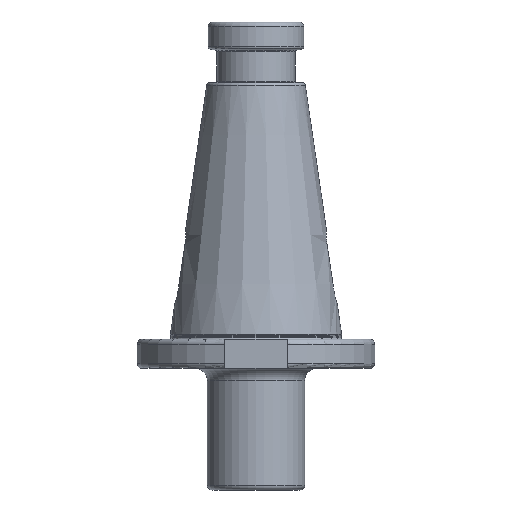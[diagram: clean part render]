
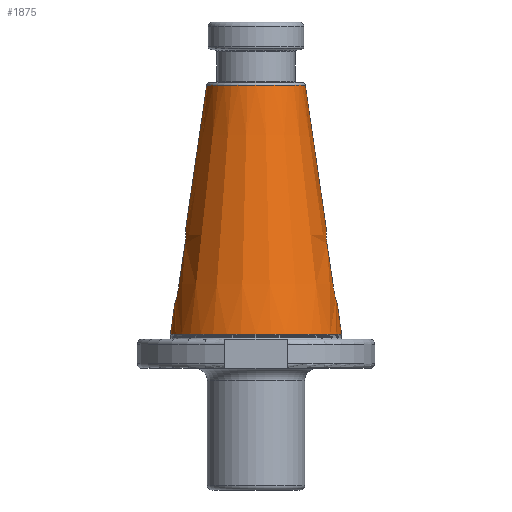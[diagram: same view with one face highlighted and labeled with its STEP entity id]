
A CAD part, left-side view. The second image highlights one B-rep face of the part: STEP entity #1875.
In plain terms, the highlighted conical face has half-angle 8.297 degrees and reference radius 27.65 mm.
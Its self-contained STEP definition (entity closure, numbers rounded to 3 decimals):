
#338=CARTESIAN_POINT('',(0,0,116.173));
#339=DIRECTION('',(0,0,1));
#340=DIRECTION('',(0,1,0));
#341=AXIS2_PLACEMENT_3D('',#338,#339,#340);
#343=CARTESIAN_POINT('',(-5.95,-29.065,51.25));
#344=CARTESIAN_POINT('',(-5.95,-29.022,51.535));
#345=CARTESIAN_POINT('',(-5.909,-28.946,52.105));
#346=CARTESIAN_POINT('',(-5.726,-28.859,52.938));
#347=CARTESIAN_POINT('',(-5.43,-28.799,53.731));
#348=CARTESIAN_POINT('',(-5.023,-28.763,54.477));
#349=CARTESIAN_POINT('',(-4.52,-28.748,55.15));
#350=CARTESIAN_POINT('',(-3.92,-28.747,55.752));
#351=CARTESIAN_POINT('',(-3.246,-28.757,56.26));
#352=CARTESIAN_POINT('',(-2.496,-28.772,56.674));
#353=CARTESIAN_POINT('',(-1.699,-28.787,56.974));
#354=CARTESIAN_POINT('',(-0.858,-28.797,
57.159));
#355=CARTESIAN_POINT('',(-0.286,-28.8,57.2));
#356=CARTESIAN_POINT('',(0.,-28.8,57.2));
#358=CARTESIAN_POINT('',(-5.95,-31.903,32.15));
#359=CARTESIAN_POINT('',(-5.95,-31.578,34.339));
#360=CARTESIAN_POINT('',(-5.95,-30.935,38.673));
#361=CARTESIAN_POINT('',(-5.95,-29.989,45.038));
#362=CARTESIAN_POINT('',(-5.95,-29.371,49.194));
#363=CARTESIAN_POINT('',(-5.95,-29.065,51.25));
#365=CARTESIAN_POINT('',(0.,-33.321,26.2));
#366=CARTESIAN_POINT('',(-0.275,-33.321,26.2));
#367=CARTESIAN_POINT('',(-0.827,-33.308,
26.238));
#368=CARTESIAN_POINT('',(-1.648,-33.252,26.413));
#369=CARTESIAN_POINT('',(-2.434,-33.162,26.699));
#370=CARTESIAN_POINT('',(-3.184,-33.039,27.1));
#371=CARTESIAN_POINT('',(-3.869,-32.892,27.603));
#372=CARTESIAN_POINT('',(-4.486,-32.723,28.21));
#373=CARTESIAN_POINT('',(-5.007,-32.546,28.897));
#374=CARTESIAN_POINT('',(-5.426,-32.366,29.658));
#375=CARTESIAN_POINT('',(-5.728,-32.194,30.465));
#376=CARTESIAN_POINT('',(-5.911,-32.036,31.306));
#377=CARTESIAN_POINT('',(-5.95,-31.945,31.87));
#378=CARTESIAN_POINT('',(-5.95,-31.903,32.15));
#380=DIRECTION('',(0,0.144,0.99));
#381=VECTOR('',#380,12.329);
#382=CARTESIAN_POINT('',(0,-35.1,14));
#383=LINE('',#382,#381);
#384=CARTESIAN_POINT('',(0,0,14));
#385=DIRECTION('',(0,0,1));
#386=DIRECTION('',(0,1,0));
#387=AXIS2_PLACEMENT_3D('',#384,#385,#386);
#389=DIRECTION('',(0,-0.144,0.99));
#390=VECTOR('',#389,12.329);
#391=CARTESIAN_POINT('',(0,35.1,14));
#392=LINE('',#391,#390);
#393=CARTESIAN_POINT('',(0.,33.321,26.2));
#394=CARTESIAN_POINT('',(-0.275,33.321,26.2));
#395=CARTESIAN_POINT('',(-0.827,33.308,26.238));
#396=CARTESIAN_POINT('',(-1.649,33.252,26.413));
#397=CARTESIAN_POINT('',(-2.435,33.162,26.699));
#398=CARTESIAN_POINT('',(-3.185,33.039,27.1));
#399=CARTESIAN_POINT('',(-3.87,32.891,27.604));
#400=CARTESIAN_POINT('',(-4.488,32.723,28.211));
#401=CARTESIAN_POINT('',(-5.008,32.545,28.899));
#402=CARTESIAN_POINT('',(-5.427,32.365,29.661));
#403=CARTESIAN_POINT('',(-5.729,32.193,30.468));
#404=CARTESIAN_POINT('',(-5.911,32.035,31.309));
#405=CARTESIAN_POINT('',(-5.95,31.944,31.871));
#406=CARTESIAN_POINT('',(-5.95,31.903,32.15));
#408=CARTESIAN_POINT('',(-5.95,29.065,51.25));
#409=CARTESIAN_POINT('',(-5.95,29.371,49.194));
#410=CARTESIAN_POINT('',(-5.95,29.989,45.038));
#411=CARTESIAN_POINT('',(-5.95,30.935,38.673));
#412=CARTESIAN_POINT('',(-5.95,31.578,34.339));
#413=CARTESIAN_POINT('',(-5.95,31.903,32.15));
#415=CARTESIAN_POINT('',(-5.95,29.065,51.25));
#416=CARTESIAN_POINT('',(-5.95,29.023,51.535));
#417=CARTESIAN_POINT('',(-5.909,28.946,52.104));
#418=CARTESIAN_POINT('',(-5.727,28.859,52.935));
#419=CARTESIAN_POINT('',(-5.433,28.799,53.726));
#420=CARTESIAN_POINT('',(-5.027,28.763,54.47));
#421=CARTESIAN_POINT('',(-4.526,28.748,55.143));
#422=CARTESIAN_POINT('',(-3.928,28.747,55.746));
#423=CARTESIAN_POINT('',(-3.255,28.757,56.255));
#424=CARTESIAN_POINT('',(-2.504,28.772,56.67));
#425=CARTESIAN_POINT('',(-1.704,28.787,56.972));
#426=CARTESIAN_POINT('',(-0.861,28.797,57.158));
#427=CARTESIAN_POINT('',(-0.287,28.8,57.2));
#428=CARTESIAN_POINT('',(0.,28.8,57.2));
#430=DIRECTION('',(0,-0.144,0.99));
#431=VECTOR('',#430,59.597);
#432=CARTESIAN_POINT('',(0.,28.8,57.2));
#433=LINE('',#432,#431);
#434=DIRECTION('',(0,0.144,0.99));
#435=VECTOR('',#434,59.597);
#436=CARTESIAN_POINT('',(0.,-28.8,57.2));
#437=LINE('',#436,#435);
#468=CARTESIAN_POINT('',(0.,-28.8,57.2));
#483=CARTESIAN_POINT('',(0.,28.8,57.2));
#518=CARTESIAN_POINT('',(0.,33.321,26.2));
#538=CARTESIAN_POINT('',(0.,-33.321,26.2));
#1121=CARTESIAN_POINT('',(0,35.1,14));
#1122=VERTEX_POINT('',#1121);
#1123=CARTESIAN_POINT('',(0,20.2,116.173));
#1125=VERTEX_POINT('',#1123);
#1161=CARTESIAN_POINT('',(0,-35.1,14));
#1162=VERTEX_POINT('',#1161);
#1163=CARTESIAN_POINT('',(0,-20.2,116.173));
#1165=VERTEX_POINT('',#1163);
#1271=VERTEX_POINT('',#483);
#1274=VERTEX_POINT('',#518);
#1275=VERTEX_POINT('',#415);
#1276=VERTEX_POINT('',#406);
#1293=CARTESIAN_POINT('',(-5.95,-29.065,51.25));
#1294=VERTEX_POINT('',#1293);
#1299=CARTESIAN_POINT('',(-5.95,-31.903,32.15));
#1300=VERTEX_POINT('',#1299);
#1301=VERTEX_POINT('',#468);
#1302=VERTEX_POINT('',#538);
#1845=CARTESIAN_POINT('',(0,0,65.087));
#1846=DIRECTION('',(0,0,-1));
#1847=DIRECTION('',(0,-1,0));
#1848=AXIS2_PLACEMENT_3D('',#1845,#1846,#1847);
#1849=CONICAL_SURFACE('',#1848,27.65,8.297);
#1851=ORIENTED_EDGE('',*,*,#1850,.F.);
#1853=ORIENTED_EDGE('',*,*,#1852,.F.);
#1855=ORIENTED_EDGE('',*,*,#1854,.F.);
#1857=ORIENTED_EDGE('',*,*,#1856,.F.);
#1859=ORIENTED_EDGE('',*,*,#1858,.F.);
#1861=ORIENTED_EDGE('',*,*,#1860,.T.);
#1863=ORIENTED_EDGE('',*,*,#1862,.T.);
#1865=ORIENTED_EDGE('',*,*,#1864,.F.);
#1867=ORIENTED_EDGE('',*,*,#1866,.T.);
#1869=ORIENTED_EDGE('',*,*,#1868,.T.);
#1870=ORIENTED_EDGE('',*,*,#1840,.T.);
#1872=ORIENTED_EDGE('',*,*,#1871,.F.);
#1873=EDGE_LOOP('',(#1851,#1853,#1855,#1857,#1859,#1861,#1863,#1865,#1867,#1869,
#1870,#1872));
#1874=FACE_OUTER_BOUND('',#1873,.F.);
#1875=ADVANCED_FACE('',(#1874),#1849,.T.);
#342=CIRCLE('',#341,20.2);
#357=B_SPLINE_CURVE_WITH_KNOTS('',3,(#343,#344,#345,#346,#347,#348,#349,#350,
#351,#352,#353,#354,#355,#356),.UNSPECIFIED.,.F.,.F.,(4,1,1,1,1,1,1,1,1,1,1,4),(
0.0,0.091,0.182,0.273,0.364,
0.455,0.545,0.636,0.727,
0.818,0.909,1),.UNSPECIFIED.);
#364=B_SPLINE_CURVE_WITH_KNOTS('',3,(#358,#359,#360,#361,#362,#363),
.UNSPECIFIED.,.F.,.F.,(4,1,1,4),(0,0.333,0.667,1),
.UNSPECIFIED.);
#379=B_SPLINE_CURVE_WITH_KNOTS('',3,(#365,#366,#367,#368,#369,#370,#371,#372,
#373,#374,#375,#376,#377,#378),.UNSPECIFIED.,.F.,.F.,(4,1,1,1,1,1,1,1,1,1,1,4),(
0.0,0.091,0.182,0.273,0.364,
0.455,0.545,0.636,0.727,
0.818,0.909,1),.UNSPECIFIED.);
#388=CIRCLE('',#387,35.1);
#407=B_SPLINE_CURVE_WITH_KNOTS('',3,(#393,#394,#395,#396,#397,#398,#399,#400,
#401,#402,#403,#404,#405,#406),.UNSPECIFIED.,.F.,.F.,(4,1,1,1,1,1,1,1,1,1,1,4),(
0.0,0.091,0.182,0.273,0.364,
0.455,0.545,0.636,0.727,
0.818,0.909,1),.UNSPECIFIED.);
#414=B_SPLINE_CURVE_WITH_KNOTS('',3,(#408,#409,#410,#411,#412,#413),
.UNSPECIFIED.,.F.,.F.,(4,1,1,4),(0,0.333,0.667,1),
.UNSPECIFIED.);
#429=B_SPLINE_CURVE_WITH_KNOTS('',3,(#415,#416,#417,#418,#419,#420,#421,#422,
#423,#424,#425,#426,#427,#428),.UNSPECIFIED.,.F.,.F.,(4,1,1,1,1,1,1,1,1,1,1,4),(
0.0,0.091,0.182,0.273,0.364,
0.455,0.545,0.636,0.727,
0.818,0.909,1),.UNSPECIFIED.);
#1840=EDGE_CURVE('',#1125,#1165,#342,.T.);
#1850=EDGE_CURVE('',#1294,#1301,#357,.T.);
#1852=EDGE_CURVE('',#1300,#1294,#364,.T.);
#1854=EDGE_CURVE('',#1302,#1300,#379,.T.);
#1856=EDGE_CURVE('',#1162,#1302,#383,.T.);
#1858=EDGE_CURVE('',#1122,#1162,#388,.T.);
#1860=EDGE_CURVE('',#1122,#1274,#392,.T.);
#1862=EDGE_CURVE('',#1274,#1276,#407,.T.);
#1864=EDGE_CURVE('',#1275,#1276,#414,.T.);
#1866=EDGE_CURVE('',#1275,#1271,#429,.T.);
#1868=EDGE_CURVE('',#1271,#1125,#433,.T.);
#1871=EDGE_CURVE('',#1301,#1165,#437,.T.);
